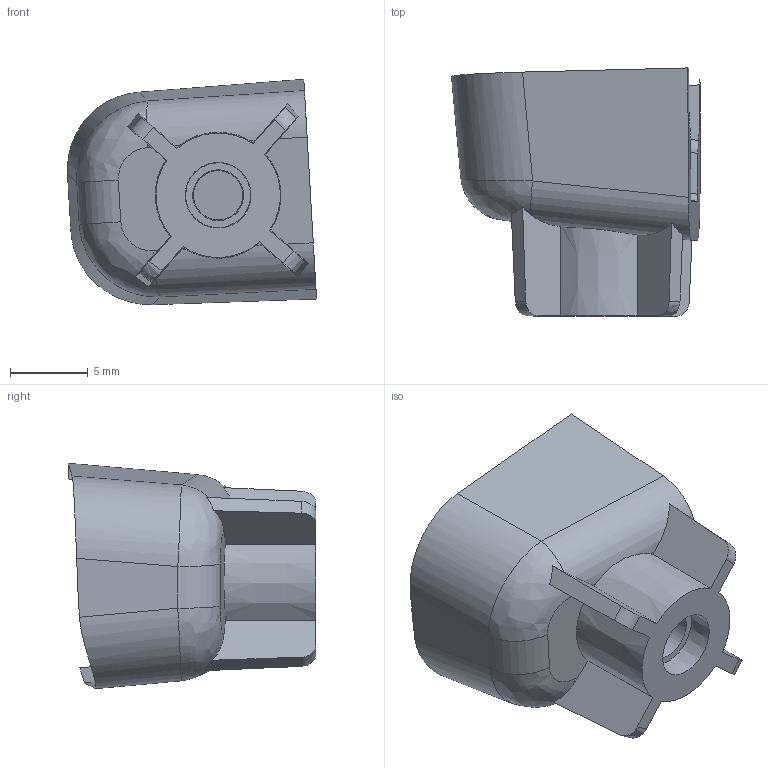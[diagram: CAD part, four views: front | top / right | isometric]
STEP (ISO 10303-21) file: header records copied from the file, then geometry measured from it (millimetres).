
FILE_DESCRIPTION(('Open CASCADE Model'),'2;1');
FILE_NAME('Open CASCADE Shape Model','2025-10-21T21:37:35',('Author'),( 'Open CASCADE'),'Open CASCADE STEP processor 7.7','Open CASCADE 7.7' ,'Unknown');
FILE_SCHEMA(('AUTOMOTIVE_DESIGN { 1 0 10303 214 1 1 1 1 }'));
Length unit declared in the file: millimetre
Products named in the file (63): Open CASCADE STEP translator 7.7 39; Open CASCADE STEP translator 7.7 39.1; Open CASCADE STEP translator 7.7 39.2; Open CASCADE STEP translator 7.7 39.3; Open CASCADE STEP translator 7.7 39.4; Open CASCADE STEP translator 7.7 39.5; Open CASCADE STEP translator 7.7 39.6; Open CASCADE STEP translator 7.7 39.7; Open CASCADE STEP translator 7.7 39.8; Open CASCADE STEP translator 7.7 39.9; Open CASCADE STEP translator 7.7 39.10; Open CASCADE STEP translator 7.7 39.11; Open CASCADE STEP translator 7.7 39.12; Open CASCADE STEP translator 7.7 39.13; Open CASCADE STEP translator 7.7 39.14; Open CASCADE STEP translator 7.7 39.15; Open CASCADE STEP translator 7.7 39.16; Open CASCADE STEP translator 7.7 39.17; Open CASCADE STEP translator 7.7 39.18; Open CASCADE STEP translator 7.7 39.19; Open CASCADE STEP translator 7.7 39.20; Open CASCADE STEP translator 7.7 39.21; Open CASCADE STEP translator 7.7 39.22; Open CASCADE STEP translator 7.7 39.23; Open CASCADE STEP translator 7.7 39.24; Open CASCADE STEP translator 7.7 39.25; Open CASCADE STEP translator 7.7 39.26; Open CASCADE STEP translator 7.7 39.27; Open CASCADE STEP translator 7.7 39.28; Open CASCADE STEP translator 7.7 39.29; Open CASCADE STEP translator 7.7 39.30; Open CASCADE STEP translator 7.7 39.31; Open CASCADE STEP translator 7.7 39.32; Open CASCADE STEP translator 7.7 39.33; Open CASCADE STEP translator 7.7 39.34; Open CASCADE STEP translator 7.7 39.35; Open CASCADE STEP translator 7.7 39.36; Open CASCADE STEP translator 7.7 39.37; Open CASCADE STEP translator 7.7 39.38; Open CASCADE STEP translator 7.7 39.39 ...
Assembly tree (62 placements, depth 2):
  Open CASCADE STEP translator 7.7 39
    Open CASCADE STEP translator 7.7 39.1
    Open CASCADE STEP translator 7.7 39.2
    Open CASCADE STEP translator 7.7 39.3
    Open CASCADE STEP translator 7.7 39.4
    Open CASCADE STEP translator 7.7 39.5
    Open CASCADE STEP translator 7.7 39.6
    Open CASCADE STEP translator 7.7 39.7
    Open CASCADE STEP translator 7.7 39.8
    Open CASCADE STEP translator 7.7 39.9
    Open CASCADE STEP translator 7.7 39.10
    Open CASCADE STEP translator 7.7 39.11
    Open CASCADE STEP translator 7.7 39.12
    Open CASCADE STEP translator 7.7 39.13
    Open CASCADE STEP translator 7.7 39.14
    Open CASCADE STEP translator 7.7 39.15
    Open CASCADE STEP translator 7.7 39.16
    Open CASCADE STEP translator 7.7 39.17
    Open CASCADE STEP translator 7.7 39.18
    Open CASCADE STEP translator 7.7 39.19
    Open CASCADE STEP translator 7.7 39.20
    Open CASCADE STEP translator 7.7 39.21
    Open CASCADE STEP translator 7.7 39.22
    Open CASCADE STEP translator 7.7 39.23
    Open CASCADE STEP translator 7.7 39.24
    Open CASCADE STEP translator 7.7 39.25
    Open CASCADE STEP translator 7.7 39.26
    Open CASCADE STEP translator 7.7 39.27
    Open CASCADE STEP translator 7.7 39.28
    Open CASCADE STEP translator 7.7 39.29
    Open CASCADE STEP translator 7.7 39.30
    Open CASCADE STEP translator 7.7 39.31
    Open CASCADE STEP translator 7.7 39.32
    Open CASCADE STEP translator 7.7 39.33
    Open CASCADE STEP translator 7.7 39.34
    Open CASCADE STEP translator 7.7 39.35
    Open CASCADE STEP translator 7.7 39.36
    Open CASCADE STEP translator 7.7 39.37
    Open CASCADE STEP translator 7.7 39.38
    Open CASCADE STEP translator 7.7 39.39
    Open CASCADE STEP translator 7.7 39.40
    Open CASCADE STEP translator 7.7 39.41
    Open CASCADE STEP translator 7.7 39.42
    Open CASCADE STEP translator 7.7 39.43
    Open CASCADE STEP translator 7.7 39.44
    Open CASCADE STEP translator 7.7 39.45
    Open CASCADE STEP translator 7.7 39.46
    Open CASCADE STEP translator 7.7 39.47
    Open CASCADE STEP translator 7.7 39.48
    Open CASCADE STEP translator 7.7 39.49
    Open CASCADE STEP translator 7.7 39.50
    Open CASCADE STEP translator 7.7 39.51
    Open CASCADE STEP translator 7.7 39.52
    Open CASCADE STEP translator 7.7 39.53
    Open CASCADE STEP translator 7.7 39.54
    Open CASCADE STEP translator 7.7 39.55
    Open CASCADE STEP translator 7.7 39.56
    Open CASCADE STEP translator 7.7 39.57
    Open CASCADE STEP translator 7.7 39.58
    Open CASCADE STEP translator 7.7 39.59
Bounding box: 16.01 x 15.93 x 14.49 mm (x, y, z)
Surface area: 1134.4 mm2 (no closed solid volume)
Topology: 0 solids, 62 shells, 62 faces, 330 edges, 327 vertices
Faces by surface type: plane 27, bspline 17, cylinder 13, cone 5
Entity records: 8311 total; most frequent: CARTESIAN_POINT 3306, DIRECTION 667, ORIENTED_EDGE 333, PCURVE 333, DEFINITIONAL_REPRESENTATION 333, EDGE_CURVE 330, VERTEX_POINT 327, SURFACE_CURVE 327
